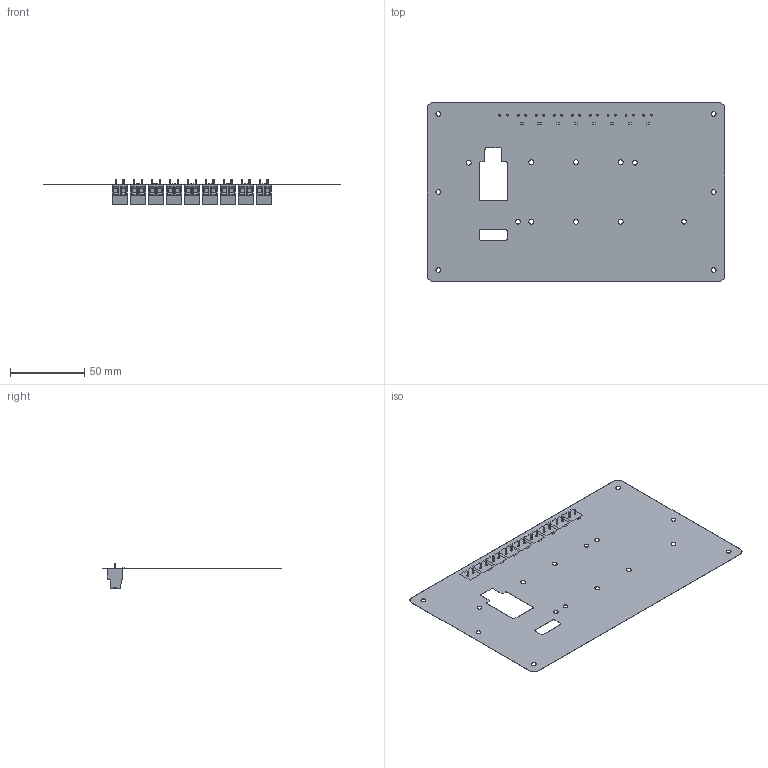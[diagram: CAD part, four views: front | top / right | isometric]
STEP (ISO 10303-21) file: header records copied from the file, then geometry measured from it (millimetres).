
FILE_DESCRIPTION(('Open CASCADE Model'),'2;1');
FILE_NAME('Open CASCADE Shape Model','2018-07-23T15:03:25',('Author'),( 'Open CASCADE'),'Open CASCADE STEP processor 6.8','Open CASCADE 6.8' ,'Unknown');
FILE_SCHEMA(('AUTOMOTIVE_DESIGN { 1 0 10303 214 1 1 1 1 }'));
Length unit declared in the file: millimetre
Products named in the file (24): PCB; Board; J9; User_Library-CTB0108_2; R3; 6151084864; Extruded; 6151084672; R2; R1; J8; J7; J6; J5; J4; J3; J2; J1; R4; R5; R6; R7; R8
Assembly tree (53 placements, depth 4):
  PCB
    Board
    J9
      User_Library-CTB0108_2
    R3
      6151084864  x2
        Extruded
      6151084672
        Extruded
    R2
      6151084864  x2
        Extruded
      6151084672
        Extruded
    R1
      6151084864  x2
        Extruded
      6151084672
        Extruded
    J8
      User_Library-CTB0108_2
    J7
      User_Library-CTB0108_2
    J6
      User_Library-CTB0108_2
    J5
      User_Library-CTB0108_2
    J4
      User_Library-CTB0108_2
    J3
      User_Library-CTB0108_2
    J2
      User_Library-CTB0108_2
    J1
      User_Library-CTB0108_2
    R4
      6151084864  x2
        Extruded
      6151084672
        Extruded
    R5
      6151084864  x2
        Extruded
      6151084672
        Extruded
    R6
      6151084672
        Extruded
      6151084864  x2
        Extruded
    R7
      6151084672
        Extruded
      6151084864  x2
        Extruded
    R8
      6151084864  x2
        Extruded
      6151084672
        Extruded
Bounding box: 200.05 x 120.06 x 17.3 mm (x, y, z)
Volume: 13253.8 mm3; surface area: 54228.7 mm2
Topology: 34 solids, 34 shells, 4343 faces, 12609 edges, 8388 vertices
Faces by surface type: plane 4285, cylinder 58
Full cylindrical faces by diameter (mm): 1.3 x18, 3.2 x16
Entity records: 20194 total; most frequent: CARTESIAN_POINT 3254, ORIENTED_EDGE 3186, DIRECTION 2911, EDGE_CURVE 1593, LINE 1477, VECTOR 1477, VERTEX_POINT 1060, AXIS2_PLACEMENT_3D 717
